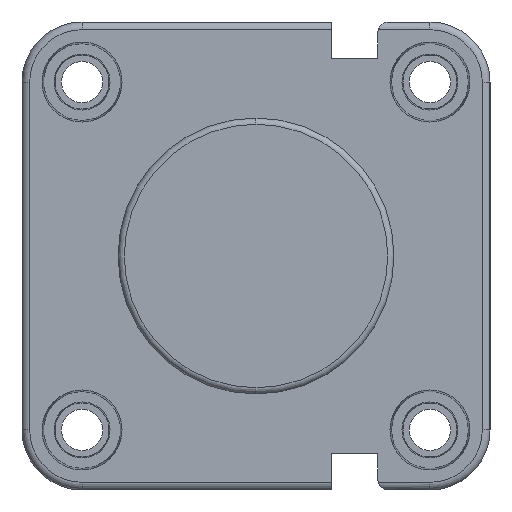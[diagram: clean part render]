
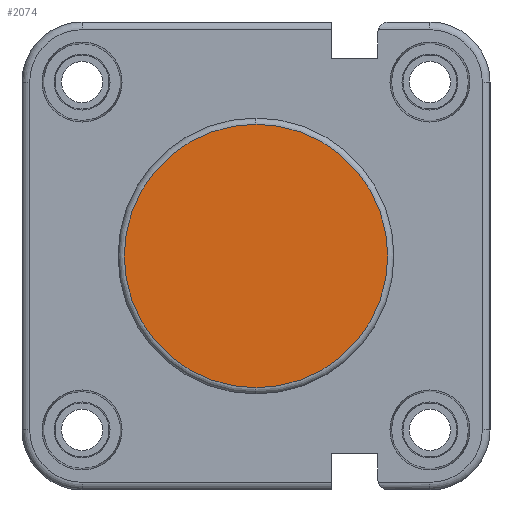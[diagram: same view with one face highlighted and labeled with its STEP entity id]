
A CAD part, left-side view. The second image highlights one B-rep face of the part: STEP entity #2074.
In plain terms, the highlighted planar face has unit normal (-1, 0, 0).
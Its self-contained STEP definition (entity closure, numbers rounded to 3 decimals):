
#280 = FACE_OUTER_BOUND ( 'NONE', #5720, .T. ) ;
#404 = DIRECTION ( 'NONE',  ( -1., 0., 0. ) ) ;
#1150 = CARTESIAN_POINT ( 'NONE',  ( 0., 0., 0. ) ) ;
#2074 = ADVANCED_FACE ( 'NONE', ( #280 ), #7235, .T. ) ;
#2941 = ORIENTED_EDGE ( 'NONE', *, *, #19627, .T. ) ;
#3614 = DIRECTION ( 'NONE',  ( 0., 0., 1. ) ) ;
#4128 = DIRECTION ( 'NONE',  ( -1., 0., 0. ) ) ;
#5416 = DIRECTION ( 'NONE',  ( -1., 0., 0. ) ) ;
#5720 = EDGE_LOOP ( 'NONE', ( #10224, #2941 ) ) ;
#6318 = CIRCLE ( 'NONE', #15094, 21.4 ) ;
#7010 = EDGE_CURVE ( 'NONE', #11050, #18280, #16629, .T. ) ;
#7235 = PLANE ( 'NONE',  #11979 ) ;
#8222 = DIRECTION ( 'NONE',  ( 0., 0., 1. ) ) ;
#10008 = CARTESIAN_POINT ( 'NONE',  ( 0., 0., 0. ) ) ;
#10224 = ORIENTED_EDGE ( 'NONE', *, *, #7010, .T. ) ;
#10375 = AXIS2_PLACEMENT_3D ( 'NONE', #10008, #5416, #3614 ) ;
#11050 = VERTEX_POINT ( 'NONE', #19223 ) ;
#11767 = DIRECTION ( 'NONE',  ( 0., 0., 1. ) ) ;
#11979 = AXIS2_PLACEMENT_3D ( 'NONE', #1150, #4128, #11767 ) ;
#15094 = AXIS2_PLACEMENT_3D ( 'NONE', #18949, #404, #8222 ) ;
#16462 = CARTESIAN_POINT ( 'NONE',  ( 0., 0., -21.4 ) ) ;
#16629 = CIRCLE ( 'NONE', #10375, 21.4 ) ;
#18280 = VERTEX_POINT ( 'NONE', #16462 ) ;
#18949 = CARTESIAN_POINT ( 'NONE',  ( 0., 0., 0. ) ) ;
#19223 = CARTESIAN_POINT ( 'NONE',  ( 0., 0., 21.4 ) ) ;
#19627 = EDGE_CURVE ( 'NONE', #18280, #11050, #6318, .T. ) ;
